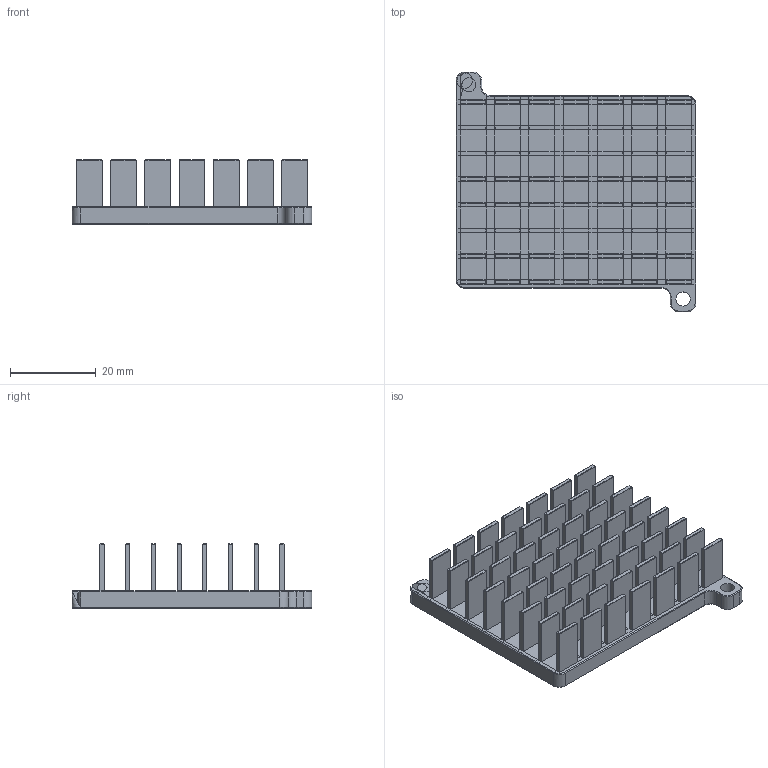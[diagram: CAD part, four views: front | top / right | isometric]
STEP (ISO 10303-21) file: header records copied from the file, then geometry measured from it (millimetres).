
FILE_DESCRIPTION(('FreeCAD Model'),'2;1');
FILE_NAME('Open CASCADE Shape Model','2021-04-27T18:24:09',( 'kicad StepUp'),('ksu MCAD'),'Open CASCADE STEP processor 7.5', 'FreeCAD','Unknown');
FILE_SCHEMA(('AUTOMOTIVE_DESIGN { 1 0 10303 214 1 1 1 1 }'));
Length unit declared in the file: millimetre
Products named in the file (1): Body
Bounding box: 56 x 56 x 15 mm (x, y, z)
Volume: 13965.5 mm3; surface area: 14618.2 mm2
Topology: 1 solids, 1 shells, 785 faces, 1614 edges, 830 vertices
Faces by surface type: plane 754, cone 21, cylinder 10
Full cylindrical faces by diameter (mm): 3.3 x2, 4 x1
Entity records: 19282 total; most frequent: DIRECTION 3226, CARTESIAN_POINT 3223, ORIENTED_EDGE 3220, EDGE_CURVE 1610, LINE 1564, VECTOR 1564, AXIS2_PLACEMENT_3D 831, VERTEX_POINT 828
